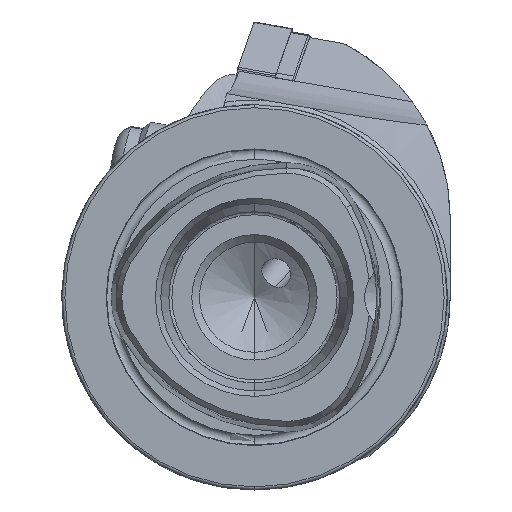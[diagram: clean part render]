
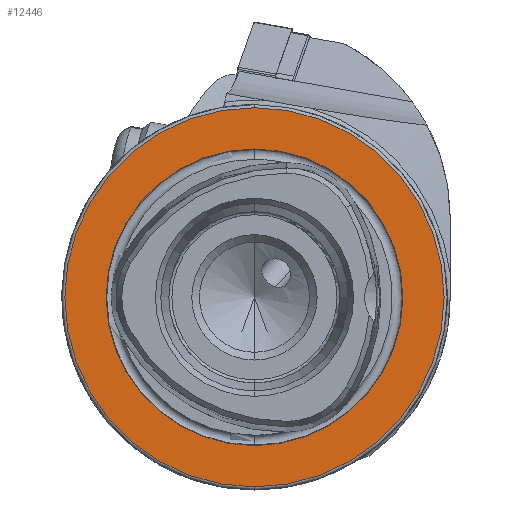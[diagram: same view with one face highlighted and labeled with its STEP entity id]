
A CAD part, left-side view. The second image highlights one B-rep face of the part: STEP entity #12446.
In plain terms, the highlighted planar face has unit normal (-1, 0, 0).
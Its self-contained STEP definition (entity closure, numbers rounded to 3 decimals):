
#2208 = EDGE_CURVE ( 'NONE', #14445, #14314, #4690, .T. ) ;
#2209 = EDGE_CURVE ( 'NONE', #14423, #14349, #4689, .T. ) ;
#2674 = EDGE_LOOP ( 'NONE', ( #6303, #6302 ) ) ;
#2681 = EDGE_LOOP ( 'NONE', ( #6360, #6309 ) ) ;
#3764 = CARTESIAN_POINT ( 'NONE',  ( 0., 0., 31. ) ) ;
#3787 = CARTESIAN_POINT ( 'NONE',  ( 0., 0., -24.25 ) ) ;
#3817 = CARTESIAN_POINT ( 'NONE',  ( 0., 0., 24.25 ) ) ;
#3839 = CARTESIAN_POINT ( 'NONE',  ( 0., 0., -31. ) ) ;
#4689 = CIRCLE ( 'NONE', #14217, 24.25 ) ;
#4690 = CIRCLE ( 'NONE', #14216, 31. ) ;
#5802 = EDGE_CURVE ( 'NONE', #14349, #14423, #8995, .T. ) ;
#5806 = EDGE_CURVE ( 'NONE', #14314, #14445, #9002, .T. ) ;
#6302 = ORIENTED_EDGE ( 'NONE', *, *, #2208, .T. ) ;
#6303 = ORIENTED_EDGE ( 'NONE', *, *, #5806, .T. ) ;
#6309 = ORIENTED_EDGE ( 'NONE', *, *, #5802, .F. ) ;
#6360 = ORIENTED_EDGE ( 'NONE', *, *, #2209, .F. ) ;
#7904 = AXIS2_PLACEMENT_3D ( 'NONE', #9903, #9909, #9910 ) ;
#8995 = CIRCLE ( 'NONE', #12089, 24.25 ) ;
#9002 = CIRCLE ( 'NONE', #12092, 31. ) ;
#9903 = CARTESIAN_POINT ( 'NONE',  ( 0., 24.25, 0. ) ) ;
#9904 = PLANE ( 'NONE',  #7904 ) ;
#9909 = DIRECTION ( 'NONE',  ( 1., 0., 0. ) ) ;
#9910 = DIRECTION ( 'NONE',  ( 0., 0., -1. ) ) ;
#10910 = CARTESIAN_POINT ( 'NONE',  ( 0., 0., 0. ) ) ;
#10911 = DIRECTION ( 'NONE',  ( -1., 0., 0. ) ) ;
#10912 = DIRECTION ( 'NONE',  ( 0., 0., 1. ) ) ;
#10914 = CARTESIAN_POINT ( 'NONE',  ( 0., 0., 0. ) ) ;
#10916 = DIRECTION ( 'NONE',  ( -1., 0., 0. ) ) ;
#10917 = DIRECTION ( 'NONE',  ( 0., 0., 1. ) ) ;
#11488 = CARTESIAN_POINT ( 'NONE',  ( 0., 0., 0. ) ) ;
#11489 = DIRECTION ( 'NONE',  ( -1., 0., 0. ) ) ;
#11490 = DIRECTION ( 'NONE',  ( 0., 0., 1. ) ) ;
#11498 = CARTESIAN_POINT ( 'NONE',  ( 0., 0., 0. ) ) ;
#11499 = DIRECTION ( 'NONE',  ( -1., 0., 0. ) ) ;
#11500 = DIRECTION ( 'NONE',  ( 0., 0., 1. ) ) ;
#12089 = AXIS2_PLACEMENT_3D ( 'NONE', #11488, #11489, #11490 ) ;
#12092 = AXIS2_PLACEMENT_3D ( 'NONE', #11498, #11499, #11500 ) ;
#12446 = ADVANCED_FACE ( 'NONE', ( #13547, #13542 ), #9904, .F. ) ;
#13542 = FACE_OUTER_BOUND ( 'NONE', #2674, .T. ) ;
#13547 = FACE_BOUND ( 'NONE', #2681, .T. ) ;
#14216 = AXIS2_PLACEMENT_3D ( 'NONE', #10910, #10911, #10912 ) ;
#14217 = AXIS2_PLACEMENT_3D ( 'NONE', #10914, #10916, #10917 ) ;
#14314 = VERTEX_POINT ( 'NONE', #3764 ) ;
#14349 = VERTEX_POINT ( 'NONE', #3787 ) ;
#14423 = VERTEX_POINT ( 'NONE', #3817 ) ;
#14445 = VERTEX_POINT ( 'NONE', #3839 ) ;
